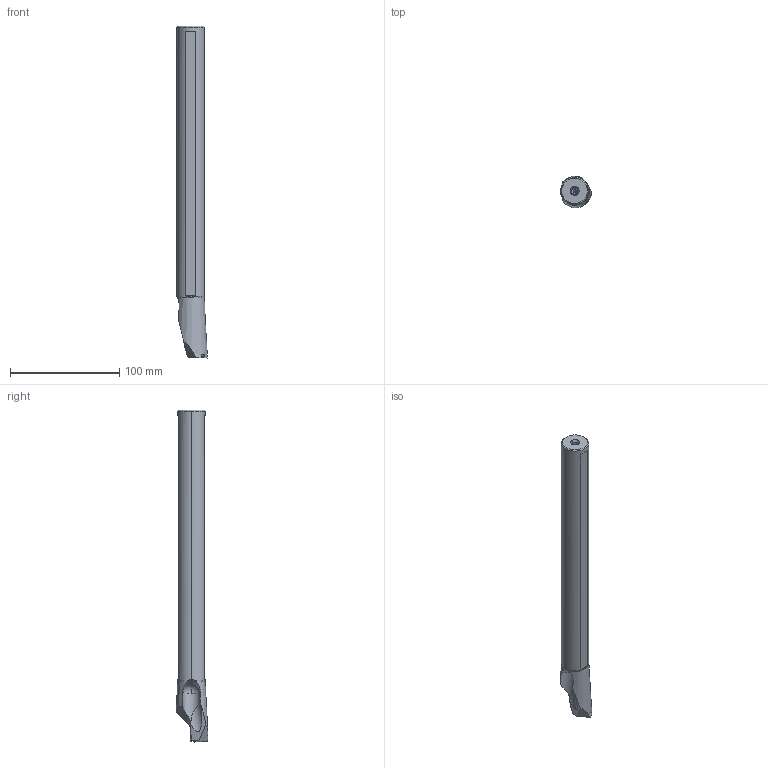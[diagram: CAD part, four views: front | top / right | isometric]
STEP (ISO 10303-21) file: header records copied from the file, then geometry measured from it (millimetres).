
FILE_DESCRIPTION(/* description */ (''),/* implementation_level */ '2;1');
FILE_NAME(/* name */ 'S-FSTUPL-162-C.stp',/* time_stamp */ '2021-11-11T11:27:08+09:00',/* author */ (''),/* organization */ (''),/* preprocessor_version */ 'ST-DEVELOPER v16',/* originating_system */ 'SIEMENS PLM Software NX 10.0',/* authorisation */ '');
FILE_SCHEMA (('AUTOMOTIVE_DESIGN { 1 0 10303 214 3 1 1 1 }'));
Length unit declared in the file: millimetre
Products named in the file (1): S-FSTUPL-162-C_ASM
Bounding box: 28.04 x 29.09 x 304.22 mm (x, y, z)
Volume: 136435.2 mm3; surface area: 30162.5 mm2
Topology: 2 solids, 2 shells, 98 faces, 269 edges, 176 vertices
Faces by surface type: cylinder 38, plane 33, cone 15, sphere 8, torus 4
Entity records: 4415 total; most frequent: CARTESIAN_POINT 1869, ORIENTED_EDGE 530, DIRECTION 507, EDGE_CURVE 265, AXIS2_PLACEMENT_3D 203, VERTEX_POINT 173, EDGE_LOOP 104, LINE 101
